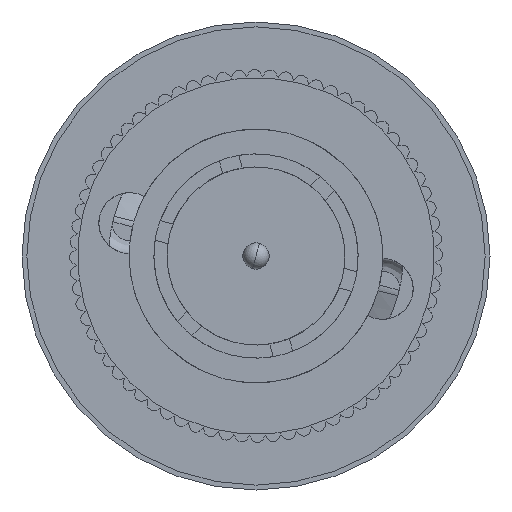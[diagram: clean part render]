
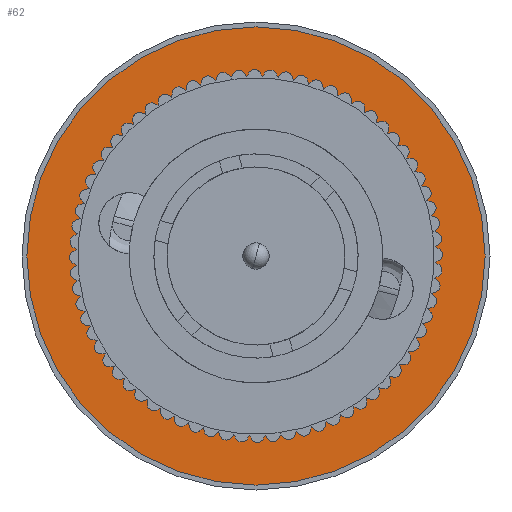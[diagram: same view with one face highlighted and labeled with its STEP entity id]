
A CAD part, front view. The second image highlights one B-rep face of the part: STEP entity #62.
In plain terms, the highlighted planar face has unit normal (0, -1, 0).
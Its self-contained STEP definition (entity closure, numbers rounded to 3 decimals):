
#57 = EDGE_LOOP ( 'NONE', ( #84, #76 ) ) ;
#62 = ADVANCED_FACE ( 'NONE', ( #2096, #2095 ), #2094, .T. ) ;
#70 = EDGE_CURVE ( 'NONE', #12083, #12093, #2353, .T. ) ;
#71 = EDGE_CURVE ( 'NONE', #12970, #12968, #2368, .T. ) ;
#72 = ORIENTED_EDGE ( 'NONE', *, *, #12097, .F. ) ;
#73 = EDGE_LOOP ( 'NONE', ( #74, #72 ) ) ;
#74 = ORIENTED_EDGE ( 'NONE', *, *, #70, .F. ) ;
#76 = ORIENTED_EDGE ( 'NONE', *, *, #12963, .T. ) ;
#84 = ORIENTED_EDGE ( 'NONE', *, *, #71, .T. ) ;
#2094 = PLANE ( 'NONE',  #2180 ) ;
#2095 = FACE_BOUND ( 'NONE', #73, .T. ) ;
#2096 = FACE_OUTER_BOUND ( 'NONE', #57, .T. ) ;
#2177 = DIRECTION ( 'NONE',  ( 0., 0., -1. ) ) ;
#2178 = DIRECTION ( 'NONE',  ( 0., -1., 0. ) ) ;
#2179 = CARTESIAN_POINT ( 'NONE',  ( 0., -17.374, 0. ) ) ;
#2180 = AXIS2_PLACEMENT_3D ( 'NONE', #2179, #2178, #2177 ) ;
#2352 = AXIS2_PLACEMENT_3D ( 'NONE', #2449, #2382, #2381 ) ;
#2353 = CIRCLE ( 'NONE', #2352, 5.08 ) ;
#2364 = DIRECTION ( 'NONE',  ( 0., 0., -1. ) ) ;
#2365 = DIRECTION ( 'NONE',  ( 0., -1., 0. ) ) ;
#2366 = CARTESIAN_POINT ( 'NONE',  ( 0., -17.374, 0. ) ) ;
#2367 = AXIS2_PLACEMENT_3D ( 'NONE', #2366, #2365, #2364 ) ;
#2368 = CIRCLE ( 'NONE', #2367, 8.89 ) ;
#2381 = DIRECTION ( 'NONE',  ( 0., 0., -1. ) ) ;
#2382 = DIRECTION ( 'NONE',  ( 0., -1., 0. ) ) ;
#2449 = CARTESIAN_POINT ( 'NONE',  ( 0., -17.374, 0. ) ) ;
#8988 = CARTESIAN_POINT ( 'NONE',  ( 0., -17.374, 5.08 ) ) ;
#9101 = DIRECTION ( 'NONE',  ( 0., 0., -1. ) ) ;
#9102 = DIRECTION ( 'NONE',  ( 0., -1., 0. ) ) ;
#9103 = CARTESIAN_POINT ( 'NONE',  ( 0., -17.374, 0. ) ) ;
#9104 = AXIS2_PLACEMENT_3D ( 'NONE', #9103, #9102, #9101 ) ;
#9105 = CIRCLE ( 'NONE', #9104, 5.08 ) ;
#9111 = CARTESIAN_POINT ( 'NONE',  ( 0., -17.374, -5.08 ) ) ;
#11674 = CARTESIAN_POINT ( 'NONE',  ( 0., -17.374, -8.89 ) ) ;
#11711 = CARTESIAN_POINT ( 'NONE',  ( 0., -17.374, 8.89 ) ) ;
#11731 = CARTESIAN_POINT ( 'NONE',  ( 0., -17.374, 0. ) ) ;
#11747 = DIRECTION ( 'NONE',  ( 0., 0., -1. ) ) ;
#11748 = AXIS2_PLACEMENT_3D ( 'NONE', #11731, #11758, #11747 ) ;
#11749 = CIRCLE ( 'NONE', #11748, 8.89 ) ;
#11758 = DIRECTION ( 'NONE',  ( 0., -1., 0. ) ) ;
#12083 = VERTEX_POINT ( 'NONE', #8988 ) ;
#12093 = VERTEX_POINT ( 'NONE', #9111 ) ;
#12097 = EDGE_CURVE ( 'NONE', #12093, #12083, #9105, .T. ) ;
#12963 = EDGE_CURVE ( 'NONE', #12968, #12970, #11749, .T. ) ;
#12968 = VERTEX_POINT ( 'NONE', #11674 ) ;
#12970 = VERTEX_POINT ( 'NONE', #11711 ) ;
